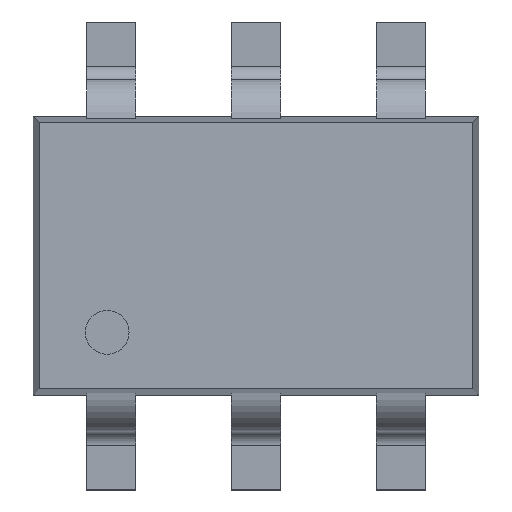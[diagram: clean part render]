
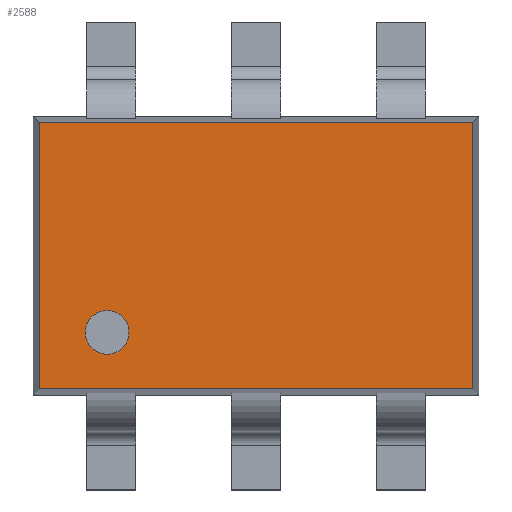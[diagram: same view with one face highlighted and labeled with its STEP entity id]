
A CAD part, top view. The second image highlights one B-rep face of the part: STEP entity #2588.
In plain terms, the highlighted planar face has unit normal (0, 0, 1).
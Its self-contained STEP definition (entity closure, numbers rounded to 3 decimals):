
#171 = ORIENTED_EDGE ( 'NONE', *, *, #3392, .F. ) ;
#633 = EDGE_CURVE ( 'NONE', #5115, #4149, #6686, .T. ) ;
#851 = DIRECTION ( 'NONE',  ( 0., 0., 1. ) ) ;
#885 = EDGE_CURVE ( 'NONE', #6579, #4995, #5340, .T. ) ;
#1038 = DIRECTION ( 'NONE',  ( 1., 0., 0. ) ) ;
#1168 = CARTESIAN_POINT ( 'NONE',  ( 0.972, -0.597, 0.4 ) ) ;
#1401 = VERTEX_POINT ( 'NONE', #3833 ) ;
#1417 = EDGE_CURVE ( 'NONE', #6945, #6579, #2511, .T. ) ;
#1430 = CARTESIAN_POINT ( 'NONE',  ( -0.767, -0.344, 0.4 ) ) ;
#1920 = EDGE_LOOP ( 'NONE', ( #2992, #2712, #5599, #5501 ) ) ;
#1925 = VECTOR ( 'NONE', #5010, 1000. ) ;
#1946 = AXIS2_PLACEMENT_3D ( 'NONE', #6668, #6590, #3427 ) ;
#2303 = CARTESIAN_POINT ( 'NONE',  ( -1., 0.597, 0.4 ) ) ;
#2353 = CARTESIAN_POINT ( 'NONE',  ( -0.972, 0.597, 0.4 ) ) ;
#2511 = LINE ( 'NONE', #4389, #6527 ) ;
#2588 = ADVANCED_FACE ( 'NONE', ( #6238, #5790 ), #2991, .T. ) ;
#2712 = ORIENTED_EDGE ( 'NONE', *, *, #5531, .T. ) ;
#2817 = VECTOR ( 'NONE', #3529, 1000. ) ;
#2948 = CARTESIAN_POINT ( 'NONE',  ( -1., -0.597, 0.4 ) ) ;
#2955 = EDGE_CURVE ( 'NONE', #4995, #1401, #6829, .T. ) ;
#2978 = CARTESIAN_POINT ( 'NONE',  ( 0.972, 0.625, 0.4 ) ) ;
#2991 = PLANE ( 'NONE',  #6073 ) ;
#2992 = ORIENTED_EDGE ( 'NONE', *, *, #2955, .T. ) ;
#3368 = CARTESIAN_POINT ( 'NONE',  ( -0.972, -0.597, 0.4 ) ) ;
#3369 = CIRCLE ( 'NONE', #1946, 0.098 ) ;
#3392 = EDGE_CURVE ( 'NONE', #4149, #5115, #3369, .T. ) ;
#3427 = DIRECTION ( 'NONE',  ( 1., 0., 0. ) ) ;
#3529 = DIRECTION ( 'NONE',  ( 0., 1., 0. ) ) ;
#3589 = AXIS2_PLACEMENT_3D ( 'NONE', #4360, #4869, #1038 ) ;
#3833 = CARTESIAN_POINT ( 'NONE',  ( 0.972, 0.597, 0.4 ) ) ;
#4149 = VERTEX_POINT ( 'NONE', #7004 ) ;
#4360 = CARTESIAN_POINT ( 'NONE',  ( -0.668, -0.344, 0.4 ) ) ;
#4389 = CARTESIAN_POINT ( 'NONE',  ( -0.972, 0.625, 0.4 ) ) ;
#4581 = DIRECTION ( 'NONE',  ( 1., 0., 0. ) ) ;
#4627 = DIRECTION ( 'NONE',  ( 1., 0., 0. ) ) ;
#4869 = DIRECTION ( 'NONE',  ( 0., 0., 1. ) ) ;
#4995 = VERTEX_POINT ( 'NONE', #1168 ) ;
#5010 = DIRECTION ( 'NONE',  ( -1., 0., 0. ) ) ;
#5115 = VERTEX_POINT ( 'NONE', #1430 ) ;
#5197 = CARTESIAN_POINT ( 'NONE',  ( 0., 0., 0.4 ) ) ;
#5276 = ORIENTED_EDGE ( 'NONE', *, *, #633, .F. ) ;
#5340 = LINE ( 'NONE', #2948, #6540 ) ;
#5399 = EDGE_LOOP ( 'NONE', ( #171, #5276 ) ) ;
#5501 = ORIENTED_EDGE ( 'NONE', *, *, #885, .T. ) ;
#5531 = EDGE_CURVE ( 'NONE', #1401, #6945, #5606, .T. ) ;
#5599 = ORIENTED_EDGE ( 'NONE', *, *, #1417, .T. ) ;
#5606 = LINE ( 'NONE', #2303, #1925 ) ;
#5790 = FACE_OUTER_BOUND ( 'NONE', #1920, .T. ) ;
#6004 = DIRECTION ( 'NONE',  ( 0., -1., 0. ) ) ;
#6073 = AXIS2_PLACEMENT_3D ( 'NONE', #5197, #851, #4627 ) ;
#6238 = FACE_BOUND ( 'NONE', #5399, .T. ) ;
#6527 = VECTOR ( 'NONE', #6004, 1000. ) ;
#6540 = VECTOR ( 'NONE', #4581, 1000. ) ;
#6579 = VERTEX_POINT ( 'NONE', #3368 ) ;
#6590 = DIRECTION ( 'NONE',  ( 0., 0., 1. ) ) ;
#6668 = CARTESIAN_POINT ( 'NONE',  ( -0.668, -0.344, 0.4 ) ) ;
#6686 = CIRCLE ( 'NONE', #3589, 0.098 ) ;
#6829 = LINE ( 'NONE', #2978, #2817 ) ;
#6945 = VERTEX_POINT ( 'NONE', #2353 ) ;
#7004 = CARTESIAN_POINT ( 'NONE',  ( -0.57, -0.344, 0.4 ) ) ;
